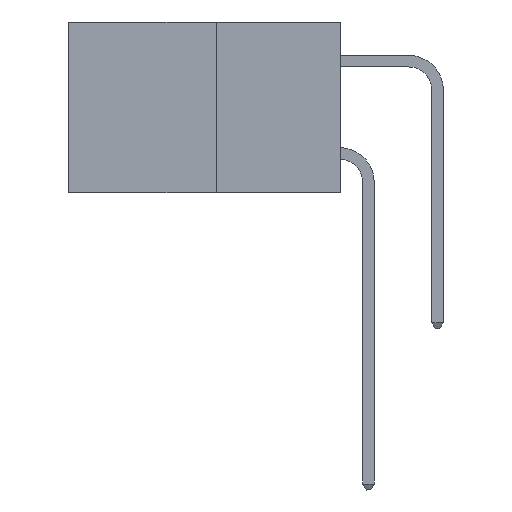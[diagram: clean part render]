
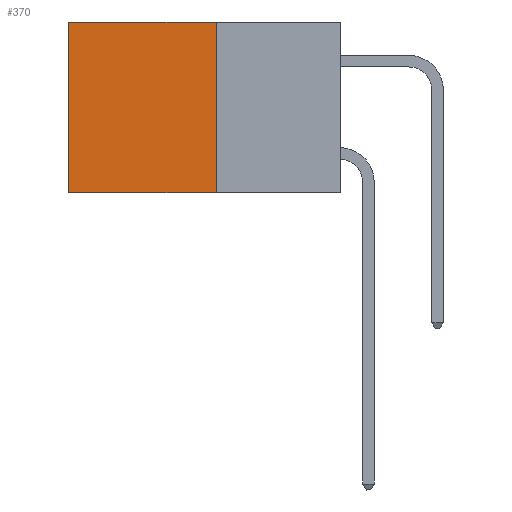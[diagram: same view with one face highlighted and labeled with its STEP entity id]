
A CAD part, left-side view. The second image highlights one B-rep face of the part: STEP entity #370.
In plain terms, the highlighted planar face has unit normal (-1, 0, 0).
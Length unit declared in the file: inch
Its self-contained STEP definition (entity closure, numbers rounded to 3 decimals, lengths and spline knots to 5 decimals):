
#370 = ADVANCED_FACE ( 'NONE', ( #16962 ), #1443, .F. ) ;
#1443 = PLANE ( 'NONE',  #15430 ) ;
#1853 = LINE ( 'NONE', #11186, #14454 ) ;
#2500 = VERTEX_POINT ( 'NONE', #11706 ) ;
#4439 = VERTEX_POINT ( 'NONE', #14003 ) ;
#5218 = DIRECTION ( 'NONE',  ( 1., 0., 0. ) ) ;
#6291 = ORIENTED_EDGE ( 'NONE', *, *, #11137, .F. ) ;
#7738 = LINE ( 'NONE', #28143, #21867 ) ;
#8152 = CARTESIAN_POINT ( 'NONE',  ( 0.277, 0.59, 0. ) ) ;
#8156 = LINE ( 'NONE', #30517, #14077 ) ;
#9685 = EDGE_CURVE ( 'NONE', #29328, #4439, #30805, .T. ) ;
#10418 = DIRECTION ( 'NONE',  ( 0., 0., -1. ) ) ;
#11137 = EDGE_CURVE ( 'NONE', #2500, #4439, #7738, .T. ) ;
#11186 = CARTESIAN_POINT ( 'NONE',  ( 0.277, 0.27, -0.37 ) ) ;
#11423 = EDGE_LOOP ( 'NONE', ( #14367, #6291, #19129, #20561 ) ) ;
#11706 = CARTESIAN_POINT ( 'NONE',  ( 0.277, 0.27, -0.37 ) ) ;
#13111 = DIRECTION ( 'NONE',  ( 0., 1., 0. ) ) ;
#13194 = DIRECTION ( 'NONE',  ( 0., 1., 0. ) ) ;
#13374 = DIRECTION ( 'NONE',  ( 0., 0., -1. ) ) ;
#14003 = CARTESIAN_POINT ( 'NONE',  ( 0.277, 0.59, -0.37 ) ) ;
#14077 = VECTOR ( 'NONE', #13111, 39.37008 ) ;
#14367 = ORIENTED_EDGE ( 'NONE', *, *, #9685, .T. ) ;
#14454 = VECTOR ( 'NONE', #26193, 39.37008 ) ;
#14979 = VERTEX_POINT ( 'NONE', #27184 ) ;
#15430 = AXIS2_PLACEMENT_3D ( 'NONE', #26171, #5218, #13374 ) ;
#16962 = FACE_OUTER_BOUND ( 'NONE', #11423, .T. ) ;
#18369 = VECTOR ( 'NONE', #10418, 39.37008 ) ;
#19129 = ORIENTED_EDGE ( 'NONE', *, *, #28134, .F. ) ;
#20561 = ORIENTED_EDGE ( 'NONE', *, *, #27936, .T. ) ;
#21867 = VECTOR ( 'NONE', #13194, 39.37008 ) ;
#25427 = CARTESIAN_POINT ( 'NONE',  ( 0.277, 0.59, -0.37 ) ) ;
#26171 = CARTESIAN_POINT ( 'NONE',  ( 0.277, 0.27, -0.37 ) ) ;
#26193 = DIRECTION ( 'NONE',  ( 0., 0., -1. ) ) ;
#27184 = CARTESIAN_POINT ( 'NONE',  ( 0.277, 0.27, 0. ) ) ;
#27936 = EDGE_CURVE ( 'NONE', #14979, #29328, #8156, .T. ) ;
#28134 = EDGE_CURVE ( 'NONE', #14979, #2500, #1853, .T. ) ;
#28143 = CARTESIAN_POINT ( 'NONE',  ( 0.277, 0.27, -0.37 ) ) ;
#29328 = VERTEX_POINT ( 'NONE', #8152 ) ;
#30517 = CARTESIAN_POINT ( 'NONE',  ( 0.277, 0.27, 0. ) ) ;
#30805 = LINE ( 'NONE', #25427, #18369 ) ;
